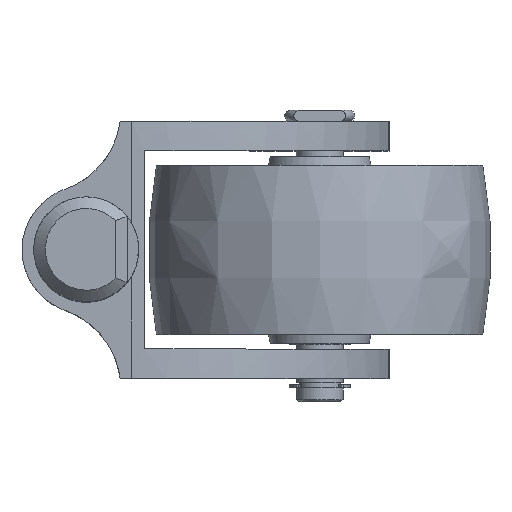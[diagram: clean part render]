
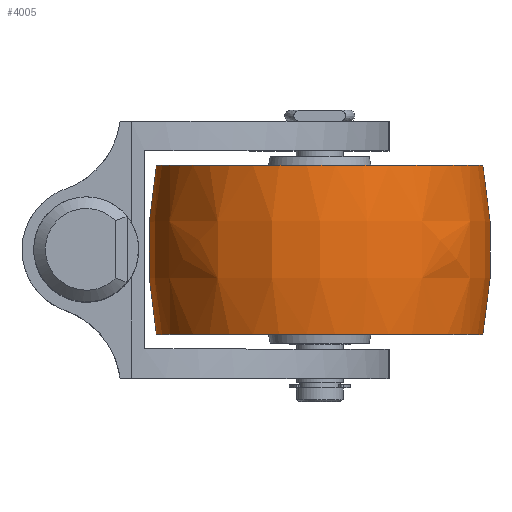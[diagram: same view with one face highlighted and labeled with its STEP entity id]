
A CAD part, top view. The second image highlights one B-rep face of the part: STEP entity #4005.
In plain terms, the highlighted free-form (B-spline) face has degree [3, 3] with [4, 7] control points.
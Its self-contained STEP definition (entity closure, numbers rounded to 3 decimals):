
#3549 = EDGE_CURVE('',#3550,#3550,#3552,.T.);
#3550 = VERTEX_POINT('',#3551);
#3551 = CARTESIAN_POINT('',(31.338,-105.531,
    -110.395));
#3552 = ( BOUNDED_CURVE() B_SPLINE_CURVE(2,(#3553,#3554,#3555,#3556,
#3557,#3558,#3559),.UNSPECIFIED.,.T.,.F.) B_SPLINE_CURVE_WITH_KNOTS((1,2
    ,2,2,2,1),(-2.094,0.,2.094,4.189,
6.283,8.378),.UNSPECIFIED.) CURVE() 
GEOMETRIC_REPRESENTATION_ITEM() RATIONAL_B_SPLINE_CURVE((1.,0.5,1.,0.5,
1.,0.5,1.)) REPRESENTATION_ITEM('') );
#3553 = CARTESIAN_POINT('',(31.338,-105.531,
    -110.395));
#3554 = CARTESIAN_POINT('',(117.691,-105.531,
    -110.395));
#3555 = CARTESIAN_POINT('',(74.514,-105.531,
    -35.611));
#3556 = CARTESIAN_POINT('',(31.338,-105.531,
    39.172));
#3557 = CARTESIAN_POINT('',(-11.838,-105.531,
    -35.611));
#3558 = CARTESIAN_POINT('',(-55.015,-105.531,
    -110.395));
#3559 = CARTESIAN_POINT('',(31.338,-105.531,
    -110.395));
#3986 = EDGE_CURVE('',#3987,#3987,#3989,.T.);
#3987 = VERTEX_POINT('',#3988);
#3988 = CARTESIAN_POINT('',(31.338,-53.894,
    -110.395));
#3989 = ( BOUNDED_CURVE() B_SPLINE_CURVE(2,(#3990,#3991,#3992,#3993,
#3994,#3995,#3996),.UNSPECIFIED.,.T.,.F.) B_SPLINE_CURVE_WITH_KNOTS((1,2
    ,2,2,2,1),(-2.094,0.,2.094,4.189,
6.283,8.378),.UNSPECIFIED.) CURVE() 
GEOMETRIC_REPRESENTATION_ITEM() RATIONAL_B_SPLINE_CURVE((1.,0.5,1.,0.5,
1.,0.5,1.)) REPRESENTATION_ITEM('') );
#3990 = CARTESIAN_POINT('',(31.338,-53.894,
    -110.395));
#3991 = CARTESIAN_POINT('',(117.691,-53.894,
    -110.395));
#3992 = CARTESIAN_POINT('',(74.514,-53.894,
    -35.611));
#3993 = CARTESIAN_POINT('',(31.338,-53.894,
    39.172));
#3994 = CARTESIAN_POINT('',(-11.838,-53.894,
    -35.611));
#3995 = CARTESIAN_POINT('',(-55.015,-53.894,
    -110.395));
#3996 = CARTESIAN_POINT('',(31.338,-53.894,
    -110.395));
#4005 = ADVANCED_FACE('',(#4006),#4018,.T.);
#4006 = FACE_BOUND('',#4007,.T.);
#4007 = EDGE_LOOP('',(#4008,#4009,#4016,#4017));
#4008 = ORIENTED_EDGE('',*,*,#3549,.F.);
#4009 = ORIENTED_EDGE('',*,*,#4010,.T.);
#4010 = EDGE_CURVE('',#3550,#3987,#4011,.T.);
#4011 = ( BOUNDED_CURVE() B_SPLINE_CURVE(3,(#4012,#4013,#4014,#4015),
.UNSPECIFIED.,.F.,.F.) B_SPLINE_CURVE_WITH_KNOTS((4,4),(0.,1.),
.PIECEWISE_BEZIER_KNOTS.) CURVE() GEOMETRIC_REPRESENTATION_ITEM() 
RATIONAL_B_SPLINE_CURVE((1.,0.989,0.989,1.)) 
REPRESENTATION_ITEM('') );
#4012 = CARTESIAN_POINT('',(31.338,-105.531,
    -110.395));
#4013 = CARTESIAN_POINT('',(31.338,-88.415,
    -113.55));
#4014 = CARTESIAN_POINT('',(31.338,-71.01,
    -113.55));
#4015 = CARTESIAN_POINT('',(31.338,-53.894,
    -110.395));
#4016 = ORIENTED_EDGE('',*,*,#3986,.T.);
#4017 = ORIENTED_EDGE('',*,*,#4010,.F.);
#4018 = ( BOUNDED_SURFACE() B_SPLINE_SURFACE(3,3,(
    (#4019,#4020,#4021,#4022,#4023,#4024,#4025)
    ,(#4026,#4027,#4028,#4029,#4030,#4031,#4032)
    ,(#4033,#4034,#4035,#4036,#4037,#4038,#4039)
    ,(#4040,#4041,#4042,#4043,#4044,#4045,#4046
)),.UNSPECIFIED.,.F.,.T.,.F.) B_SPLINE_SURFACE_WITH_KNOTS((4,4),(1,3,3,3
    ,1),(0.,1.),(-0.5,0.,0.5,1.,1.5),.UNSPECIFIED.) 
GEOMETRIC_REPRESENTATION_ITEM() RATIONAL_B_SPLINE_SURFACE((
    (1.,0.333,0.333,1.,0.333,0.333
      ,1.)
    ,(0.989,0.33,0.33,0.989
      ,0.33,0.33,0.989)
    ,(0.989,0.33,0.33,0.989
      ,0.33,0.33,0.989)
    ,(1.,0.333,0.333,1.,0.333,0.333
,1.))) REPRESENTATION_ITEM('') SURFACE() );
#4019 = CARTESIAN_POINT('',(31.338,-105.531,
    -110.395));
#4020 = CARTESIAN_POINT('',(131.05,-105.531,
    -110.395));
#4021 = CARTESIAN_POINT('',(131.05,-105.531,
    -10.683));
#4022 = CARTESIAN_POINT('',(31.338,-105.531,
    -10.683));
#4023 = CARTESIAN_POINT('',(-68.374,-105.531,
    -10.683));
#4024 = CARTESIAN_POINT('',(-68.374,-105.531,
    -110.395));
#4025 = CARTESIAN_POINT('',(31.338,-105.531,
    -110.395));
#4026 = CARTESIAN_POINT('',(31.338,-88.415,
    -113.55));
#4027 = CARTESIAN_POINT('',(137.359,-88.415,
    -113.55));
#4028 = CARTESIAN_POINT('',(137.359,-88.415,
    -7.529));
#4029 = CARTESIAN_POINT('',(31.338,-88.415,
    -7.529));
#4030 = CARTESIAN_POINT('',(-74.683,-88.415,
    -7.529));
#4031 = CARTESIAN_POINT('',(-74.683,-88.415,
    -113.55));
#4032 = CARTESIAN_POINT('',(31.338,-88.415,
    -113.55));
#4033 = CARTESIAN_POINT('',(31.338,-71.01,
    -113.55));
#4034 = CARTESIAN_POINT('',(137.359,-71.01,
    -113.55));
#4035 = CARTESIAN_POINT('',(137.359,-71.01,
    -7.529));
#4036 = CARTESIAN_POINT('',(31.338,-71.01,
    -7.529));
#4037 = CARTESIAN_POINT('',(-74.683,-71.01,
    -7.529));
#4038 = CARTESIAN_POINT('',(-74.683,-71.01,
    -113.55));
#4039 = CARTESIAN_POINT('',(31.338,-71.01,
    -113.55));
#4040 = CARTESIAN_POINT('',(31.338,-53.894,
    -110.395));
#4041 = CARTESIAN_POINT('',(131.05,-53.894,
    -110.395));
#4042 = CARTESIAN_POINT('',(131.05,-53.894,
    -10.683));
#4043 = CARTESIAN_POINT('',(31.338,-53.894,
    -10.683));
#4044 = CARTESIAN_POINT('',(-68.374,-53.894,
    -10.683));
#4045 = CARTESIAN_POINT('',(-68.374,-53.894,
    -110.395));
#4046 = CARTESIAN_POINT('',(31.338,-53.894,
    -110.395));
